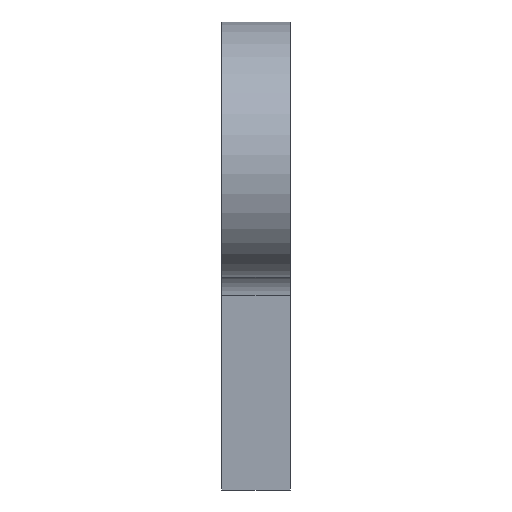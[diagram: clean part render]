
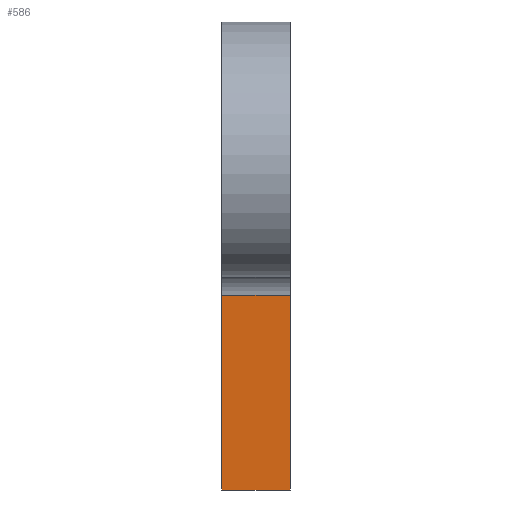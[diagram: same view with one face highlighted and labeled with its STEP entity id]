
A CAD part, top view. The second image highlights one B-rep face of the part: STEP entity #586.
In plain terms, the highlighted planar face has unit normal (0, -0.048, 0.999).
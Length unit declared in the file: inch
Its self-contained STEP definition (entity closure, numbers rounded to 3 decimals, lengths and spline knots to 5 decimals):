
#2 = CARTESIAN_POINT ( 'NONE',  ( 0.25, -1.03684, -0.13588 ) ) ;
#4 = VERTEX_POINT ( 'NONE', #280 ) ;
#17 = CARTESIAN_POINT ( 'NONE',  ( 0.25, -1.03684, -0.13588 ) ) ;
#52 = EDGE_CURVE ( 'NONE', #261, #287, #54, .T. ) ;
#54 = LINE ( 'NONE', #159, #289 ) ;
#66 = CARTESIAN_POINT ( 'NONE',  ( 0.25, -1.04741, -0.13638 ) ) ;
#98 = LINE ( 'NONE', #673, #580 ) ;
#100 = DIRECTION ( 'NONE',  ( -1., 0., 0. ) ) ;
#113 = CARTESIAN_POINT ( 'NONE',  ( 0., -1.03684, -0.13588 ) ) ;
#129 = VECTOR ( 'NONE', #205, 39.37008 ) ;
#133 = DIRECTION ( 'NONE',  ( 0., 0.047, -0.999 ) ) ;
#159 = CARTESIAN_POINT ( 'NONE',  ( 0.25, -0.33234, -0.10239 ) ) ;
#205 = DIRECTION ( 'NONE',  ( 0., -0.999, -0.047 ) ) ;
#261 = VERTEX_POINT ( 'NONE', #274 ) ;
#263 = DIRECTION ( 'NONE',  ( 0., 0.999, 0.047 ) ) ;
#274 = CARTESIAN_POINT ( 'NONE',  ( 0.25, -0.33234, -0.10239 ) ) ;
#280 = CARTESIAN_POINT ( 'NONE',  ( 0., -1.04741, -0.13638 ) ) ;
#287 = VERTEX_POINT ( 'NONE', #464 ) ;
#289 = VECTOR ( 'NONE', #675, 39.37008 ) ;
#321 = EDGE_LOOP ( 'NONE', ( #743, #806, #498, #569 ) ) ;
#374 = EDGE_CURVE ( 'NONE', #287, #4, #392, .T. ) ;
#392 = LINE ( 'NONE', #113, #129 ) ;
#464 = CARTESIAN_POINT ( 'NONE',  ( 0., -0.33234, -0.10239 ) ) ;
#498 = ORIENTED_EDGE ( 'NONE', *, *, #687, .F. ) ;
#518 = AXIS2_PLACEMENT_3D ( 'NONE', #17, #133, #263 ) ;
#555 = PLANE ( 'NONE',  #518 ) ;
#569 = ORIENTED_EDGE ( 'NONE', *, *, #52, .T. ) ;
#580 = VECTOR ( 'NONE', #100, 39.37008 ) ;
#586 = ADVANCED_FACE ( 'NONE', ( #648 ), #555, .F. ) ;
#606 = VERTEX_POINT ( 'NONE', #66 ) ;
#624 = LINE ( 'NONE', #2, #674 ) ;
#648 = FACE_OUTER_BOUND ( 'NONE', #321, .T. ) ;
#649 = EDGE_CURVE ( 'NONE', #606, #4, #98, .T. ) ;
#673 = CARTESIAN_POINT ( 'NONE',  ( 0.25, -1.04741, -0.13638 ) ) ;
#674 = VECTOR ( 'NONE', #760, 39.37008 ) ;
#675 = DIRECTION ( 'NONE',  ( -1., 0., 0. ) ) ;
#687 = EDGE_CURVE ( 'NONE', #261, #606, #624, .T. ) ;
#743 = ORIENTED_EDGE ( 'NONE', *, *, #374, .T. ) ;
#760 = DIRECTION ( 'NONE',  ( 0., -0.999, -0.047 ) ) ;
#806 = ORIENTED_EDGE ( 'NONE', *, *, #649, .F. ) ;
